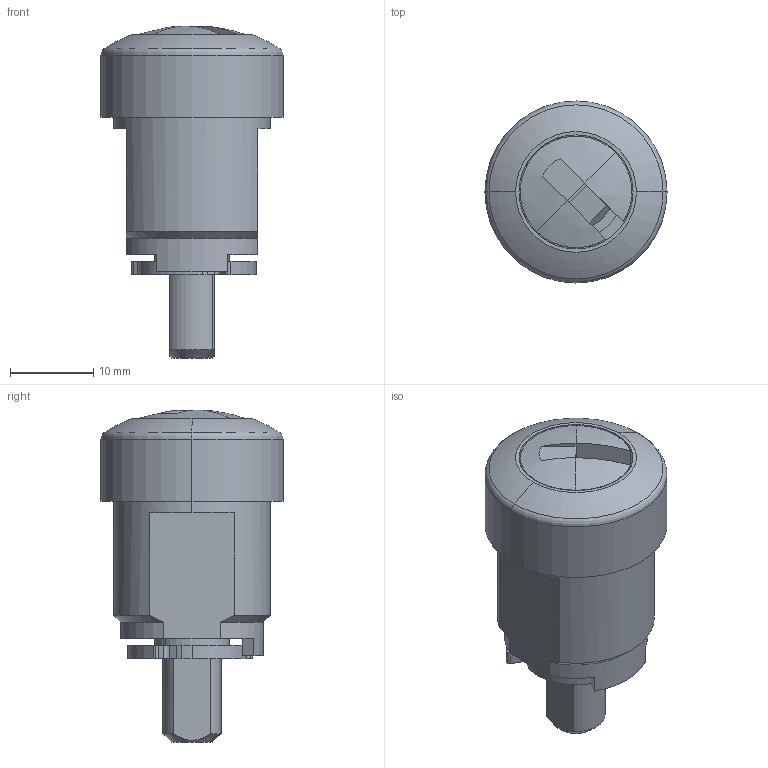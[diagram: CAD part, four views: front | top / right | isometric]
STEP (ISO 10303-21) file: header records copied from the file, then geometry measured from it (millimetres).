
FILE_DESCRIPTION (( 'STEP AP203' ), '1' );
FILE_NAME ('sone3D.STEP', '2013-06-19T02:43:26', ( '' ), ( '' ), 'SwSTEP 2.0', 'SolidWorks 2012', '' );
FILE_SCHEMA (( 'CONFIG_CONTROL_DESIGN' ));
Length unit declared in the file: millimetre
Products named in the file (4): sone3D; C-466ストップカム_; C-466ローター_; C-466ハウジング_
Assembly tree (3 placements, depth 2):
  sone3D
    C-466ハウジング_
    C-466ローター_
    C-466ストップカム_
Bounding box: 21.85 x 21.85 x 39.84 mm (x, y, z)
Volume: 7848.4 mm3; surface area: 4985.7 mm2
Topology: 3 solids, 3 shells, 82 faces, 211 edges, 139 vertices
Faces by surface type: plane 37, cylinder 34, torus 4, cone 4, sphere 3
Entity records: 2979 total; most frequent: CARTESIAN_POINT 482, DIRECTION 475, ORIENTED_EDGE 422, EDGE_CURVE 211, AXIS2_PLACEMENT_3D 184, VERTEX_POINT 139, VECTOR 107, LINE 107
